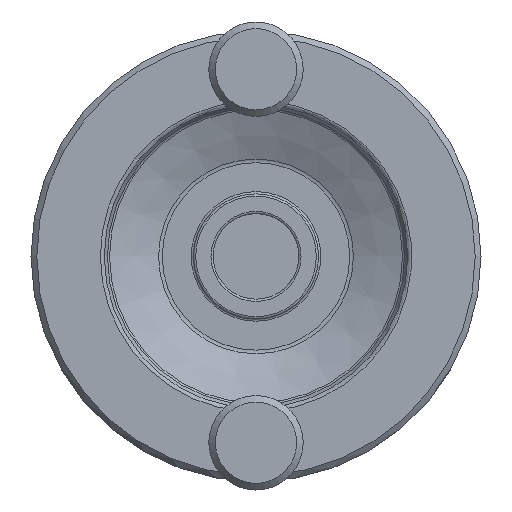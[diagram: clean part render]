
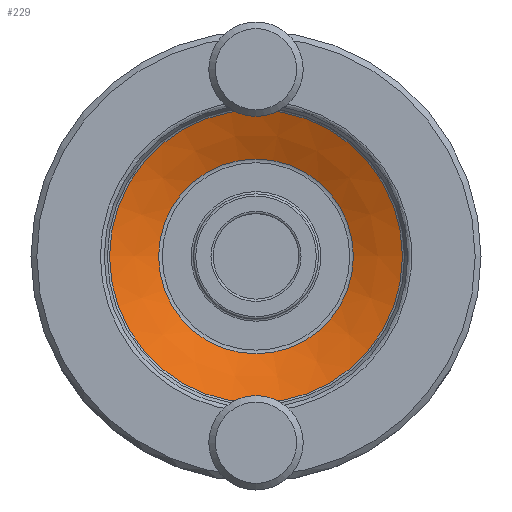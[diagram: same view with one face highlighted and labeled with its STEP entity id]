
A CAD part, top view. The second image highlights one B-rep face of the part: STEP entity #229.
In plain terms, the highlighted conical face has half-angle 66.134 degrees and reference radius 32.845 mm.
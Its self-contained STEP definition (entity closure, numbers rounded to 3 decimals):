
#229 = ADVANCED_FACE( '', ( #559, #560 ), #561, .F. );
#559 = FACE_OUTER_BOUND( '', #1432, .T. );
#560 = FACE_BOUND( '', #1433, .T. );
#561 = CONICAL_SURFACE( '', #1434, 32.845, 1.154 );
#1432 = EDGE_LOOP( '', ( #3520 ) );
#1433 = EDGE_LOOP( '', ( #3521 ) );
#1434 = AXIS2_PLACEMENT_3D( '', #3522, #3523, #3524 );
#3520 = ORIENTED_EDGE( '', *, *, #4236, .T. );
#3521 = ORIENTED_EDGE( '', *, *, #4271, .T. );
#3522 = CARTESIAN_POINT( '', ( 0., 0., 22. ) );
#3523 = DIRECTION( '', ( 0., 0., 1. ) );
#3524 = DIRECTION( '', ( 1., 0., 0. ) );
#4236 = EDGE_CURVE( '', #4644, #4644, #4645, .T. );
#4271 = EDGE_CURVE( '', #4695, #4695, #4696, .F. );
#4644 = VERTEX_POINT( '', #5513 );
#4645 = CIRCLE( '', #5514, 32.547 );
#4695 = VERTEX_POINT( '', #5666 );
#4696 = CIRCLE( '', #5667, 21.637 );
#5513 = CARTESIAN_POINT( '', ( 32.547, 0., 21.868 ) );
#5514 = AXIS2_PLACEMENT_3D( '', #6515, #6516, #6517 );
#5666 = CARTESIAN_POINT( '', ( 21.637, 0., 17.041 ) );
#5667 = AXIS2_PLACEMENT_3D( '', #6545, #6546, #6547 );
#6515 = CARTESIAN_POINT( '', ( 0., 0., 21.868 ) );
#6516 = DIRECTION( '', ( 0., 0., 1. ) );
#6517 = DIRECTION( '', ( 1., 0., 0. ) );
#6545 = CARTESIAN_POINT( '', ( 0., 0., 17.041 ) );
#6546 = DIRECTION( '', ( 0., 0., 1. ) );
#6547 = DIRECTION( '', ( 1., 0., 0. ) );
